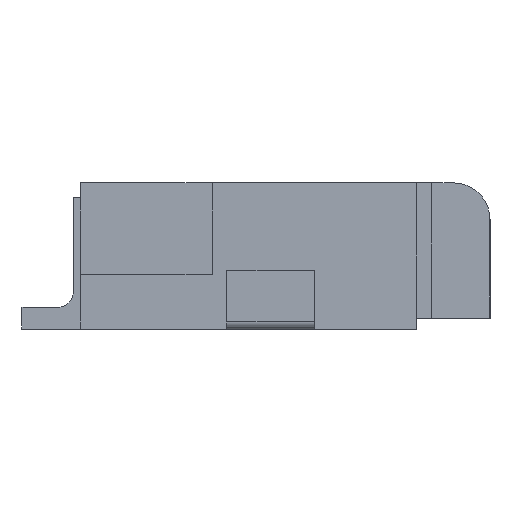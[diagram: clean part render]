
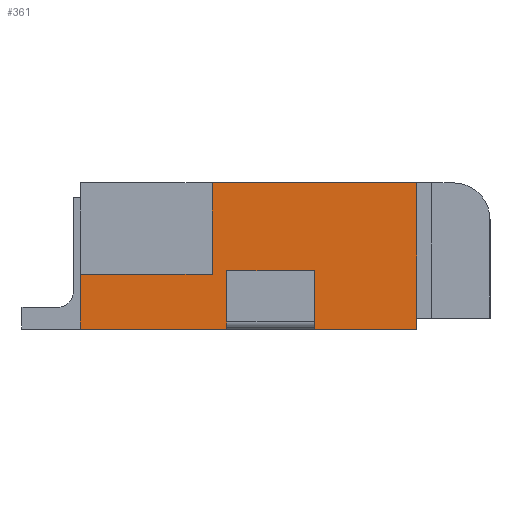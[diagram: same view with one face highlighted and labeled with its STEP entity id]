
A CAD part, left-side view. The second image highlights one B-rep face of the part: STEP entity #361.
In plain terms, the highlighted face is planar.
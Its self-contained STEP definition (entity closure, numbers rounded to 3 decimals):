
#48 = VERTEX_POINT('',#49);
#49 = CARTESIAN_POINT('',(2.6,10.05,0.));
#57 = EDGE_CURVE('',#48,#58,#60,.T.);
#58 = VERTEX_POINT('',#59);
#59 = CARTESIAN_POINT('',(2.6,10.05,0.75));
#60 = LINE('',#61,#62);
#61 = CARTESIAN_POINT('',(2.6,10.05,0.));
#62 = VECTOR('',#63,1.);
#63 = DIRECTION('',(0.,0.,1.));
#129 = VERTEX_POINT('',#130);
#130 = CARTESIAN_POINT('',(-2.,10.05,0.));
#136 = EDGE_CURVE('',#48,#129,#137,.T.);
#137 = LINE('',#138,#139);
#138 = CARTESIAN_POINT('',(2.6,10.05,0.));
#139 = VECTOR('',#140,1.);
#140 = DIRECTION('',(-1.,0.,0.));
#248 = VERTEX_POINT('',#249);
#249 = CARTESIAN_POINT('',(0.8,10.05,2.));
#255 = EDGE_CURVE('',#248,#256,#258,.T.);
#256 = VERTEX_POINT('',#257);
#257 = CARTESIAN_POINT('',(-2.,10.05,2.));
#258 = LINE('',#259,#260);
#259 = CARTESIAN_POINT('',(2.6,10.05,2.));
#260 = VECTOR('',#261,1.);
#261 = DIRECTION('',(-1.,0.,0.));
#342 = VERTEX_POINT('',#343);
#343 = CARTESIAN_POINT('',(0.8,10.05,0.75));
#351 = EDGE_CURVE('',#58,#342,#352,.T.);
#352 = LINE('',#353,#354);
#353 = CARTESIAN_POINT('',(2.653,10.05,0.75));
#354 = VECTOR('',#355,1.);
#355 = DIRECTION('',(-1.,0.,0.));
#361 = ADVANCED_FACE('',(#362),#380,.F.);
#362 = FACE_BOUND('',#363,.F.);
#363 = EDGE_LOOP('',(#364,#365,#366,#367,#373,#374));
#364 = ORIENTED_EDGE('',*,*,#136,.F.);
#365 = ORIENTED_EDGE('',*,*,#57,.T.);
#366 = ORIENTED_EDGE('',*,*,#351,.T.);
#367 = ORIENTED_EDGE('',*,*,#368,.T.);
#368 = EDGE_CURVE('',#342,#248,#369,.T.);
#369 = LINE('',#370,#371);
#370 = CARTESIAN_POINT('',(0.8,10.05,1.));
#371 = VECTOR('',#372,1.);
#372 = DIRECTION('',(0.,0.,1.));
#373 = ORIENTED_EDGE('',*,*,#255,.T.);
#374 = ORIENTED_EDGE('',*,*,#375,.F.);
#375 = EDGE_CURVE('',#129,#256,#376,.T.);
#376 = LINE('',#377,#378);
#377 = CARTESIAN_POINT('',(-2.,10.05,0.));
#378 = VECTOR('',#379,1.);
#379 = DIRECTION('',(0.,0.,1.));
#380 = PLANE('',#381);
#381 = AXIS2_PLACEMENT_3D('',#382,#383,#384);
#382 = CARTESIAN_POINT('',(2.6,10.05,0.));
#383 = DIRECTION('',(0.,-1.,0.));
#384 = DIRECTION('',(-1.,0.,0.));
